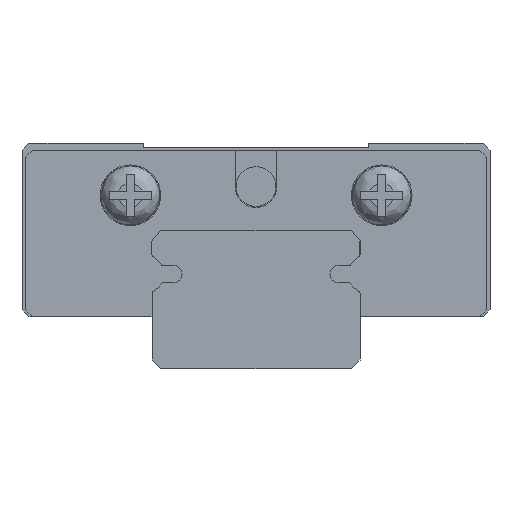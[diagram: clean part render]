
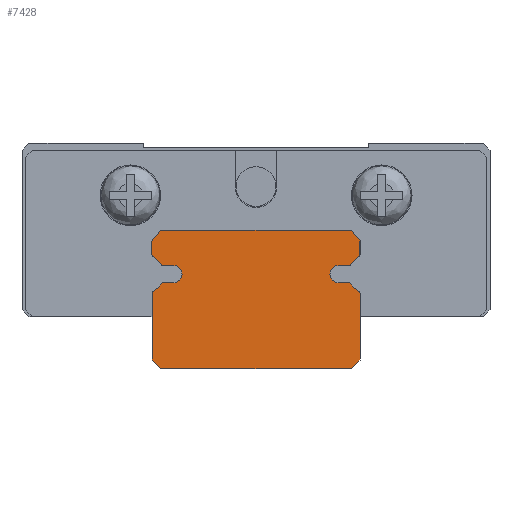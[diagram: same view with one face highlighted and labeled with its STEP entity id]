
A CAD part, front view. The second image highlights one B-rep face of the part: STEP entity #7428.
In plain terms, the highlighted planar face has unit normal (0, -1, 0).
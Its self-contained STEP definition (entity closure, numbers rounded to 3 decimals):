
#452=PLANE('',#8150);
#971=FACE_OUTER_BOUND('',#1424,.T.);
#1424=EDGE_LOOP('',(#6847,#6848,#6849,#6850,#6851,#6852,#6853,#6854,#6855,
#6856,#6857,#6858,#6859,#6860,#6861,#6862,#6863,#6864,#6865,#6866,#6867,
#6868,#6869,#6870,#6871,#6872,#6873,#6874));
#2029=LINE('',#12333,#2696);
#2088=LINE('',#12705,#2755);
#2089=LINE('',#12707,#2756);
#2090=LINE('',#12709,#2757);
#2091=LINE('',#12717,#2758);
#2092=LINE('',#12721,#2759);
#2093=LINE('',#12729,#2760);
#2094=LINE('',#12730,#2761);
#2095=LINE('',#12732,#2762);
#2096=LINE('',#12734,#2763);
#2097=LINE('',#12742,#2764);
#2098=LINE('',#12746,#2765);
#2099=LINE('',#12754,#2766);
#2100=LINE('',#12755,#2767);
#2696=VECTOR('',#9726,10.);
#2755=VECTOR('',#10175,10.);
#2756=VECTOR('',#10176,10.);
#2757=VECTOR('',#10177,10.);
#2758=VECTOR('',#10184,10.);
#2759=VECTOR('',#10187,10.);
#2760=VECTOR('',#10194,10.);
#2761=VECTOR('',#10195,10.);
#2762=VECTOR('',#10196,10.);
#2763=VECTOR('',#10197,10.);
#2764=VECTOR('',#10204,10.);
#2765=VECTOR('',#10207,10.);
#2766=VECTOR('',#10214,10.);
#2767=VECTOR('',#10215,10.);
#3116=CIRCLE('',#8151,0.16);
#3117=CIRCLE('',#8152,1.14);
#3118=CIRCLE('',#8153,0.16);
#3119=CIRCLE('',#8154,0.5);
#3120=CIRCLE('',#8155,0.16);
#3121=CIRCLE('',#8156,1.14);
#3122=CIRCLE('',#8157,0.16);
#3123=CIRCLE('',#8158,0.16);
#3124=CIRCLE('',#8159,1.14);
#3125=CIRCLE('',#8160,0.16);
#3126=CIRCLE('',#8161,0.5);
#3127=CIRCLE('',#8162,0.16);
#3128=CIRCLE('',#8163,1.14);
#3129=CIRCLE('',#8164,0.16);
#3679=VERTEX_POINT('',#12326);
#3682=VERTEX_POINT('',#12331);
#3799=VERTEX_POINT('',#12703);
#3800=VERTEX_POINT('',#12704);
#3801=VERTEX_POINT('',#12706);
#3802=VERTEX_POINT('',#12708);
#3803=VERTEX_POINT('',#12710);
#3804=VERTEX_POINT('',#12712);
#3805=VERTEX_POINT('',#12714);
#3806=VERTEX_POINT('',#12716);
#3807=VERTEX_POINT('',#12718);
#3808=VERTEX_POINT('',#12720);
#3809=VERTEX_POINT('',#12722);
#3810=VERTEX_POINT('',#12724);
#3811=VERTEX_POINT('',#12726);
#3812=VERTEX_POINT('',#12728);
#3813=VERTEX_POINT('',#12731);
#3814=VERTEX_POINT('',#12733);
#3815=VERTEX_POINT('',#12735);
#3816=VERTEX_POINT('',#12737);
#3817=VERTEX_POINT('',#12739);
#3818=VERTEX_POINT('',#12741);
#3819=VERTEX_POINT('',#12743);
#3820=VERTEX_POINT('',#12745);
#3821=VERTEX_POINT('',#12747);
#3822=VERTEX_POINT('',#12749);
#3823=VERTEX_POINT('',#12751);
#3824=VERTEX_POINT('',#12753);
#4656=EDGE_CURVE('',#3679,#3682,#2029,.T.);
#4831=EDGE_CURVE('',#3799,#3800,#2088,.T.);
#4832=EDGE_CURVE('',#3800,#3801,#2089,.T.);
#4833=EDGE_CURVE('',#3801,#3802,#2090,.T.);
#4834=EDGE_CURVE('',#3802,#3803,#3116,.T.);
#4835=EDGE_CURVE('',#3803,#3804,#3117,.T.);
#4836=EDGE_CURVE('',#3804,#3805,#3118,.T.);
#4837=EDGE_CURVE('',#3805,#3806,#2091,.T.);
#4838=EDGE_CURVE('',#3806,#3807,#3119,.T.);
#4839=EDGE_CURVE('',#3807,#3808,#2092,.T.);
#4840=EDGE_CURVE('',#3808,#3809,#3120,.T.);
#4841=EDGE_CURVE('',#3809,#3810,#3121,.T.);
#4842=EDGE_CURVE('',#3810,#3811,#3122,.T.);
#4843=EDGE_CURVE('',#3811,#3812,#2093,.T.);
#4844=EDGE_CURVE('',#3812,#3679,#2094,.T.);
#4845=EDGE_CURVE('',#3682,#3813,#2095,.T.);
#4846=EDGE_CURVE('',#3813,#3814,#2096,.T.);
#4847=EDGE_CURVE('',#3814,#3815,#3123,.T.);
#4848=EDGE_CURVE('',#3815,#3816,#3124,.T.);
#4849=EDGE_CURVE('',#3816,#3817,#3125,.T.);
#4850=EDGE_CURVE('',#3817,#3818,#2097,.T.);
#4851=EDGE_CURVE('',#3818,#3819,#3126,.T.);
#4852=EDGE_CURVE('',#3819,#3820,#2098,.T.);
#4853=EDGE_CURVE('',#3820,#3821,#3127,.T.);
#4854=EDGE_CURVE('',#3821,#3822,#3128,.T.);
#4855=EDGE_CURVE('',#3822,#3823,#3129,.T.);
#4856=EDGE_CURVE('',#3823,#3824,#2099,.T.);
#4857=EDGE_CURVE('',#3824,#3799,#2100,.T.);
#6847=ORIENTED_EDGE('',*,*,#4831,.T.);
#6848=ORIENTED_EDGE('',*,*,#4832,.T.);
#6849=ORIENTED_EDGE('',*,*,#4833,.T.);
#6850=ORIENTED_EDGE('',*,*,#4834,.T.);
#6851=ORIENTED_EDGE('',*,*,#4835,.T.);
#6852=ORIENTED_EDGE('',*,*,#4836,.T.);
#6853=ORIENTED_EDGE('',*,*,#4837,.T.);
#6854=ORIENTED_EDGE('',*,*,#4838,.T.);
#6855=ORIENTED_EDGE('',*,*,#4839,.T.);
#6856=ORIENTED_EDGE('',*,*,#4840,.T.);
#6857=ORIENTED_EDGE('',*,*,#4841,.T.);
#6858=ORIENTED_EDGE('',*,*,#4842,.T.);
#6859=ORIENTED_EDGE('',*,*,#4843,.T.);
#6860=ORIENTED_EDGE('',*,*,#4844,.T.);
#6861=ORIENTED_EDGE('',*,*,#4656,.T.);
#6862=ORIENTED_EDGE('',*,*,#4845,.T.);
#6863=ORIENTED_EDGE('',*,*,#4846,.T.);
#6864=ORIENTED_EDGE('',*,*,#4847,.T.);
#6865=ORIENTED_EDGE('',*,*,#4848,.T.);
#6866=ORIENTED_EDGE('',*,*,#4849,.T.);
#6867=ORIENTED_EDGE('',*,*,#4850,.T.);
#6868=ORIENTED_EDGE('',*,*,#4851,.T.);
#6869=ORIENTED_EDGE('',*,*,#4852,.T.);
#6870=ORIENTED_EDGE('',*,*,#4853,.T.);
#6871=ORIENTED_EDGE('',*,*,#4854,.T.);
#6872=ORIENTED_EDGE('',*,*,#4855,.T.);
#6873=ORIENTED_EDGE('',*,*,#4856,.T.);
#6874=ORIENTED_EDGE('',*,*,#4857,.T.);
#7428=ADVANCED_FACE('',(#971),#452,.F.);
#8150=AXIS2_PLACEMENT_3D('',#12702,#10173,#10174);
#8151=AXIS2_PLACEMENT_3D('',#12711,#10178,#10179);
#8152=AXIS2_PLACEMENT_3D('',#12713,#10180,#10181);
#8153=AXIS2_PLACEMENT_3D('',#12715,#10182,#10183);
#8154=AXIS2_PLACEMENT_3D('',#12719,#10185,#10186);
#8155=AXIS2_PLACEMENT_3D('',#12723,#10188,#10189);
#8156=AXIS2_PLACEMENT_3D('',#12725,#10190,#10191);
#8157=AXIS2_PLACEMENT_3D('',#12727,#10192,#10193);
#8158=AXIS2_PLACEMENT_3D('',#12736,#10198,#10199);
#8159=AXIS2_PLACEMENT_3D('',#12738,#10200,#10201);
#8160=AXIS2_PLACEMENT_3D('',#12740,#10202,#10203);
#8161=AXIS2_PLACEMENT_3D('',#12744,#10205,#10206);
#8162=AXIS2_PLACEMENT_3D('',#12748,#10208,#10209);
#8163=AXIS2_PLACEMENT_3D('',#12750,#10210,#10211);
#8164=AXIS2_PLACEMENT_3D('',#12752,#10212,#10213);
#9726=DIRECTION('',(-1.,0.,0.));
#10173=DIRECTION('center_axis',(0.,1.,0.));
#10174=DIRECTION('ref_axis',(1.,0.,0.));
#10175=DIRECTION('',(1.,0.,0.));
#10176=DIRECTION('',(0.707,0.,0.707));
#10177=DIRECTION('',(0.,0.,1.));
#10178=DIRECTION('center_axis',(0.,-1.,0.));
#10179=DIRECTION('ref_axis',(0.489,0.,0.872));
#10180=DIRECTION('center_axis',(0.,1.,0.));
#10181=DIRECTION('ref_axis',(-0.489,0.,-0.872));
#10182=DIRECTION('center_axis',(0.,-1.,0.));
#10183=DIRECTION('ref_axis',(0.,0.,1.));
#10184=DIRECTION('',(-1.,0.,0.));
#10185=DIRECTION('center_axis',(0.,1.,0.));
#10186=DIRECTION('ref_axis',(0.31,0.,-0.951));
#10187=DIRECTION('',(1.,0.,0.));
#10188=DIRECTION('center_axis',(0.,-1.,0.));
#10189=DIRECTION('ref_axis',(0.872,0.,-0.489));
#10190=DIRECTION('center_axis',(0.,1.,0.));
#10191=DIRECTION('ref_axis',(-0.872,0.,0.489));
#10192=DIRECTION('center_axis',(0.,-1.,0.));
#10193=DIRECTION('ref_axis',(1.,0.,0.));
#10194=DIRECTION('',(0.,0.,1.));
#10195=DIRECTION('',(-0.648,0.,0.762));
#10196=DIRECTION('',(-0.648,0.,-0.762));
#10197=DIRECTION('',(0.,0.,-1.));
#10198=DIRECTION('center_axis',(0.,-1.,0.));
#10199=DIRECTION('ref_axis',(-0.489,0.,-0.872));
#10200=DIRECTION('center_axis',(0.,1.,0.));
#10201=DIRECTION('ref_axis',(0.489,0.,0.872));
#10202=DIRECTION('center_axis',(0.,-1.,0.));
#10203=DIRECTION('ref_axis',(0.,0.,-1.));
#10204=DIRECTION('',(1.,0.,0.));
#10205=DIRECTION('center_axis',(0.,1.,0.));
#10206=DIRECTION('ref_axis',(-0.31,0.,0.951));
#10207=DIRECTION('',(-1.,0.,0.));
#10208=DIRECTION('center_axis',(0.,-1.,0.));
#10209=DIRECTION('ref_axis',(-0.872,0.,0.489));
#10210=DIRECTION('center_axis',(0.,1.,0.));
#10211=DIRECTION('ref_axis',(0.872,0.,-0.489));
#10212=DIRECTION('center_axis',(0.,-1.,0.));
#10213=DIRECTION('ref_axis',(-1.,0.,0.));
#10214=DIRECTION('',(0.,0.,-1.));
#10215=DIRECTION('',(0.707,0.,-0.707));
#12326=CARTESIAN_POINT('',(5.5,-250.,8.));
#12331=CARTESIAN_POINT('',(-5.5,-250.,8.));
#12333=CARTESIAN_POINT('',(5.5,-250.,8.));
#12702=CARTESIAN_POINT('Origin',(0.,-250.,4.));
#12703=CARTESIAN_POINT('',(-5.5,-250.,0.));
#12704=CARTESIAN_POINT('',(5.5,-250.,0.));
#12705=CARTESIAN_POINT('',(5.5,-250.,0.));
#12706=CARTESIAN_POINT('',(6.,-250.,0.5));
#12707=CARTESIAN_POINT('',(5.5,-250.,0.));
#12708=CARTESIAN_POINT('',(6.,-250.,4.322));
#12709=CARTESIAN_POINT('',(6.,-250.,0.5));
#12710=CARTESIAN_POINT('',(5.918,-250.,4.461));
#12711=CARTESIAN_POINT('Origin',(5.84,-250.,4.322));
#12712=CARTESIAN_POINT('',(5.481,-250.,4.899));
#12713=CARTESIAN_POINT('Origin',(6.475,-250.,5.456));
#12714=CARTESIAN_POINT('',(5.341,-250.,4.981));
#12715=CARTESIAN_POINT('Origin',(5.341,-250.,4.821));
#12716=CARTESIAN_POINT('',(4.919,-250.,4.981));
#12717=CARTESIAN_POINT('',(5.341,-250.,4.981));
#12718=CARTESIAN_POINT('',(4.919,-250.,5.931));
#12719=CARTESIAN_POINT('Origin',(4.764,-250.,5.456));
#12720=CARTESIAN_POINT('',(5.341,-250.,5.931));
#12721=CARTESIAN_POINT('',(5.341,-250.,5.931));
#12722=CARTESIAN_POINT('',(5.481,-250.,6.013));
#12723=CARTESIAN_POINT('Origin',(5.341,-250.,6.091));
#12724=CARTESIAN_POINT('',(5.918,-250.,6.451));
#12725=CARTESIAN_POINT('Origin',(6.475,-250.,5.456));
#12726=CARTESIAN_POINT('',(6.,-250.,6.59));
#12727=CARTESIAN_POINT('Origin',(5.84,-250.,6.59));
#12728=CARTESIAN_POINT('',(6.,-250.,7.412));
#12729=CARTESIAN_POINT('',(6.,-250.,6.59));
#12730=CARTESIAN_POINT('',(6.,-250.,7.412));
#12731=CARTESIAN_POINT('',(-6.,-250.,7.412));
#12732=CARTESIAN_POINT('',(-6.,-250.,7.412));
#12733=CARTESIAN_POINT('',(-6.,-250.,6.59));
#12734=CARTESIAN_POINT('',(-6.,-250.,6.59));
#12735=CARTESIAN_POINT('',(-5.918,-250.,6.451));
#12736=CARTESIAN_POINT('Origin',(-5.84,-250.,6.59));
#12737=CARTESIAN_POINT('',(-5.481,-250.,6.013));
#12738=CARTESIAN_POINT('Origin',(-6.475,-250.,5.456));
#12739=CARTESIAN_POINT('',(-5.341,-250.,5.931));
#12740=CARTESIAN_POINT('Origin',(-5.341,-250.,6.091));
#12741=CARTESIAN_POINT('',(-4.919,-250.,5.931));
#12742=CARTESIAN_POINT('',(-4.919,-250.,5.931));
#12743=CARTESIAN_POINT('',(-4.919,-250.,4.981));
#12744=CARTESIAN_POINT('Origin',(-4.764,-250.,5.456));
#12745=CARTESIAN_POINT('',(-5.341,-250.,4.981));
#12746=CARTESIAN_POINT('',(-4.919,-250.,4.981));
#12747=CARTESIAN_POINT('',(-5.481,-250.,4.899));
#12748=CARTESIAN_POINT('Origin',(-5.341,-250.,4.821));
#12749=CARTESIAN_POINT('',(-5.918,-250.,4.461));
#12750=CARTESIAN_POINT('Origin',(-6.475,-250.,5.456));
#12751=CARTESIAN_POINT('',(-6.,-250.,4.322));
#12752=CARTESIAN_POINT('Origin',(-5.84,-250.,4.322));
#12753=CARTESIAN_POINT('',(-6.,-250.,0.5));
#12754=CARTESIAN_POINT('',(-6.,-250.,0.5));
#12755=CARTESIAN_POINT('',(-5.5,-250.,0.));
